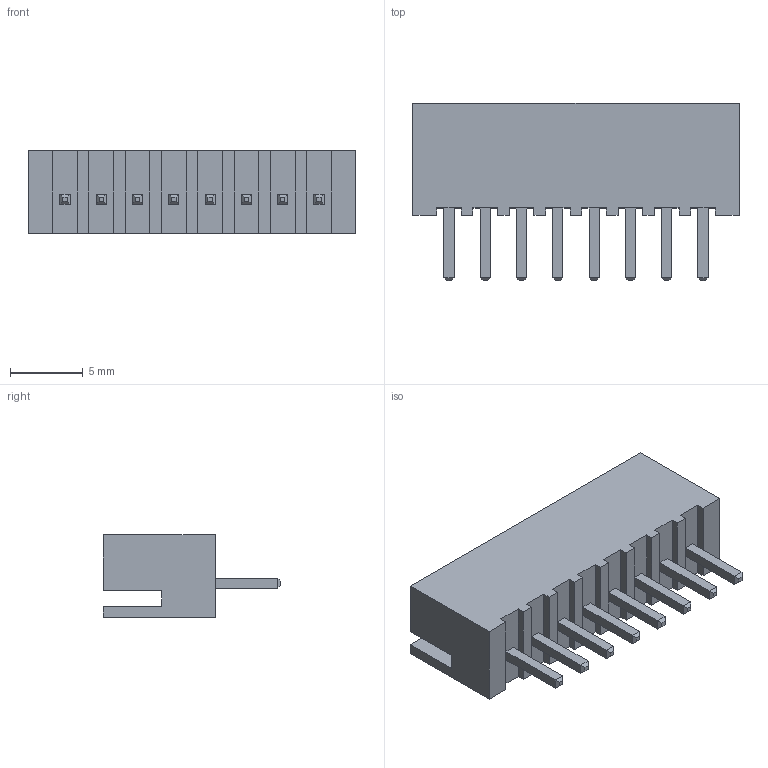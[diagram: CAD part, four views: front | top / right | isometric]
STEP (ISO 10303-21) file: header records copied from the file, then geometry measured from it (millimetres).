
FILE_DESCRIPTION (( 'STEP AP203' ), '1' );
FILE_NAME ('CWF-8.STEP', '2014-05-12T11:09:58', ( '' ), ( '' ), 'SwSTEP 2.0', 'SolidWorks 2012', '' );
FILE_SCHEMA (( 'CONFIG_CONTROL_DESIGN' ));
Length unit declared in the file: millimetre
Products named in the file (1): CWF-8
Bounding box: 22.5 x 12.2 x 5.7 mm (x, y, z)
Volume: 500 mm3; surface area: 1171.8 mm2
Topology: 1 solids, 1 shells, 200 faces, 482 edges, 300 vertices
Faces by surface type: plane 200
Entity records: 5691 total; most frequent: CARTESIAN_POINT 983, ORIENTED_EDGE 964, DIRECTION 884, EDGE_CURVE 482, LINE 482, VECTOR 482, VERTEX_POINT 300, EDGE_LOOP 216
